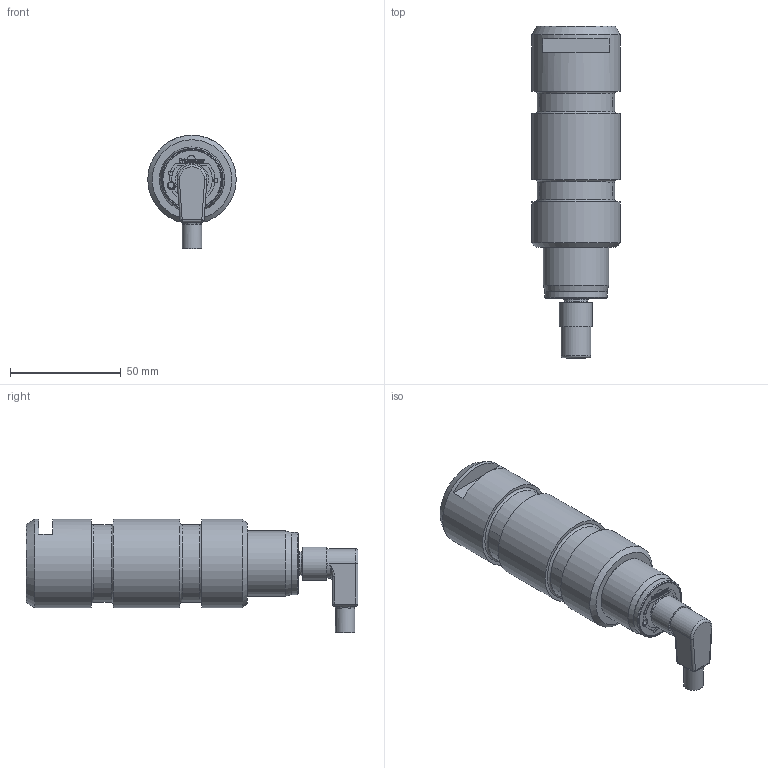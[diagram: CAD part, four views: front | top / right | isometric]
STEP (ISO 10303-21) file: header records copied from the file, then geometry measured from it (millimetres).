
FILE_DESCRIPTION(/* description */ ('Unknown'),/* implementation_level */ '2;1');
FILE_NAME(/* name */ 'Standard MA050kNxxx-20.05265',/* time_stamp */ '2025-12-19T16:18:36+01:00',/* author */ ('Unknown'),/* organization */ ('Unknown'),/* preprocessor_version */ 'ST-DEVELOPER v18.102',/* originating_system */ 'Solid Edge',/* authorisation */ 'Unknown');
FILE_SCHEMA (('AUTOMOTIVE_DESIGN {1 0 10303 214 3 1 1}'));
Length unit declared in the file: millimetre
Products named in the file (12): 20.05265; 20.01895; 10.02171; 20.04604; 20.06654; 50.02426_oa_0; 20.3.0454; 20.01884; 10.02077; 10.02093; 10.02095; 10.02102
Assembly tree (18 placements, depth 4):
  20.05265
    20.01895
    10.02171
    20.04604
    20.06654  x4
    50.02426_oa_0
      20.3.0454
      20.01884
      10.02077
        10.02093
        10.02095  x5
      10.02102
Bounding box: 40 x 150 x 51.25 mm (x, y, z)
Volume: 121999.7 mm3; surface area: 31978.4 mm2
Topology: 16 solids, 16 shells, 375 faces, 823 edges, 535 vertices
Faces by surface type: plane 183, cylinder 103, bspline 38, torus 26, cone 20, sphere 5
Full cylindrical faces by diameter (mm): 0.6 x5, 1.1 x1, 1.4 x10, 2 x8, 2.7 x1, 3 x2, 3.5 x1, 3.8 x1, 8 x1, 8.4 x1, 8.46 x1, 8.8 x1, 9.4 x3, 9.5 x1, 9.6 x2, 10 x1, 10.5 x1, 10.8 x1, 10.917 x1, 11.7 x1, 12 x6, 15 x1, 25.5 x1, 26 x1, 26.3 x1, 26.6 x1, 27 x2, 27.1 x1, 28 x2, 28.1 x1
Entity records: 11608 total; most frequent: CARTESIAN_POINT 2802, DIRECTION 1430, ORIENTED_EDGE 1292, EDGE_CURVE 646, AXIS2_PLACEMENT_3D 546, FACE_BOUND 517, EDGE_LOOP 515, VERTEX_POINT 473
